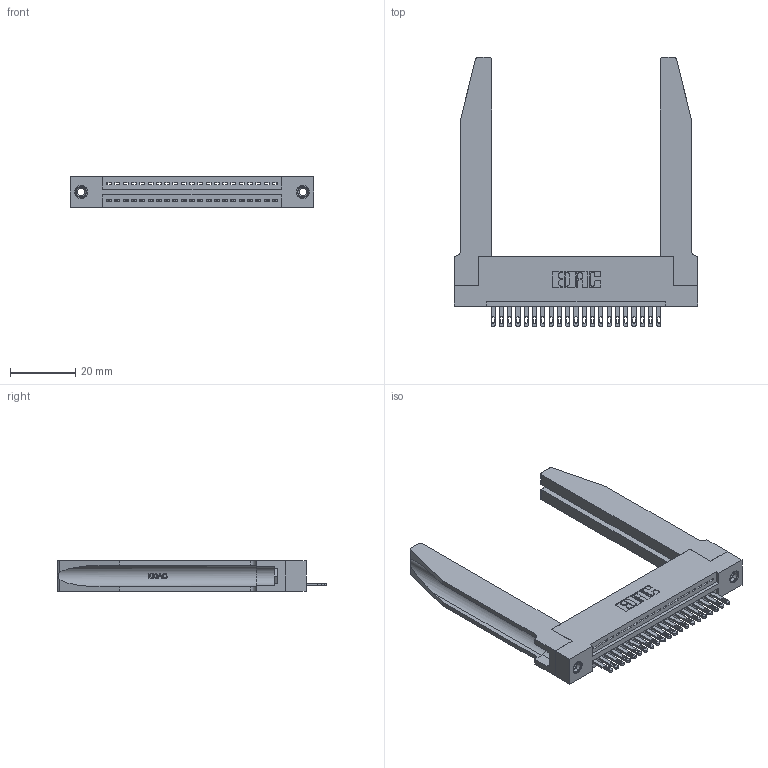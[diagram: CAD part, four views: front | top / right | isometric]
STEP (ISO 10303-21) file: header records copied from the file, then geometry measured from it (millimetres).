
FILE_DESCRIPTION (( 'STEP AP203' ), '1' );
FILE_NAME ('345-021-500-178.STEP', '2019-10-04T21:33:26', ( '' ), ( '' ), 'SwSTEP 2.0', 'SolidWorks 2016', '' );
FILE_SCHEMA (( 'CONFIG_CONTROL_DESIGN' ));
Length unit declared in the file: inch
Products named in the file (5): 345-021-500-178; 345-292-001_345-293-100; 345 Part_Flush Mounting Lugs - 0.156 Dia-TH; 345-250-001_345-250-001-102; 345-220-078_345-220-078
Assembly tree (26 placements, depth 2):
  345-021-500-178
    345 Part_Flush Mounting Lugs - 0.156 Dia-TH
    345-292-001_345-293-100  x21
    345-250-001_345-250-001-102  x2
    345-220-078_345-220-078  x2
Bounding box: 74.57 x 82.47 x 9.4 mm (x, y, z)
Volume: 14694.6 mm3; surface area: 15808.9 mm2
Topology: 26 solids, 26 shells, 1494 faces, 4477 edges, 2974 vertices
Faces by surface type: plane 936, cylinder 506, bspline 36, cone 12, torus 4
Entity records: 23302 total; most frequent: CARTESIAN_POINT 4934, ORIENTED_EDGE 3786, DIRECTION 3349, EDGE_CURVE 1893, VECTOR 1579, LINE 1579, VERTEX_POINT 1256, AXIS2_PLACEMENT_3D 885
